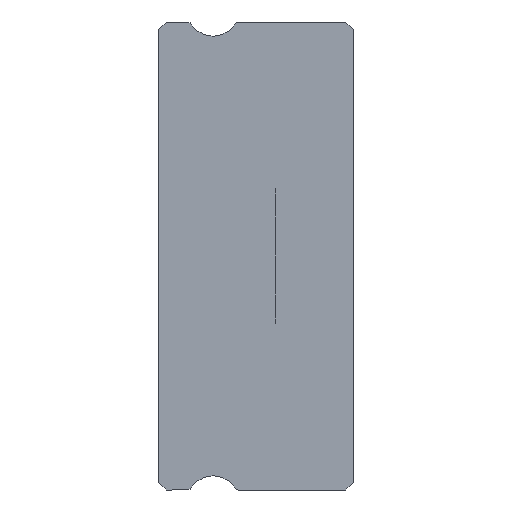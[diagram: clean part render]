
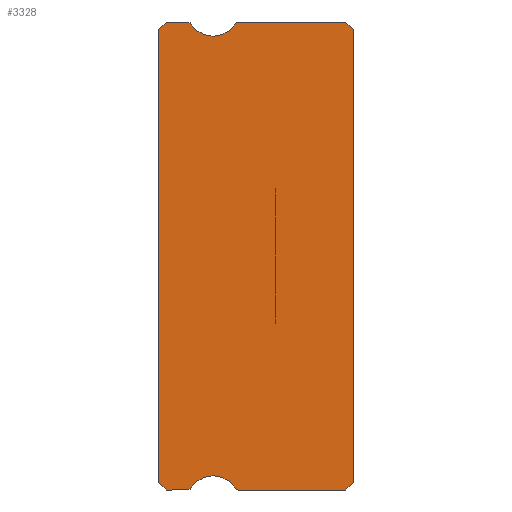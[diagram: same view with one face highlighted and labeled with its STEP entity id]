
A CAD part, left-side view. The second image highlights one B-rep face of the part: STEP entity #3328.
In plain terms, the highlighted planar face has unit normal (-1, 0, 0).
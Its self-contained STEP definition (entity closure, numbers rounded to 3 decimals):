
#11 = DIRECTION ( 'NONE',  ( 0., 0.707, -0.707 ) ) ;
#27 = LINE ( 'NONE', #4022, #1419 ) ;
#28 = VECTOR ( 'NONE', #11, 1000. ) ;
#32 = FACE_OUTER_BOUND ( 'NONE', #4116, .T. ) ;
#54 = EDGE_CURVE ( 'NONE', #2325, #2780, #4430, .T. ) ;
#56 = DIRECTION ( 'NONE',  ( -1., 0., 0. ) ) ;
#103 = VERTEX_POINT ( 'NONE', #3248 ) ;
#133 = CIRCLE ( 'NONE', #4328, 1. ) ;
#146 = CARTESIAN_POINT ( 'NONE',  ( -5., 7.5, 8.85 ) ) ;
#175 = EDGE_CURVE ( 'NONE', #2405, #973, #3704, .T. ) ;
#216 = LINE ( 'NONE', #242, #429 ) ;
#230 = DIRECTION ( 'NONE',  ( 1., 0., 0. ) ) ;
#242 = CARTESIAN_POINT ( 'NONE',  ( -5., 7.5, 8.7 ) ) ;
#305 = AXIS2_PLACEMENT_3D ( 'NONE', #3842, #3816, #3417 ) ;
#320 = CARTESIAN_POINT ( 'NONE',  ( -5., 7.2, -9. ) ) ;
#395 = CARTESIAN_POINT ( 'NONE',  ( -5., 0., 8.7 ) ) ;
#428 = CARTESIAN_POINT ( 'NONE',  ( -5., 6.381, -9. ) ) ;
#429 = VECTOR ( 'NONE', #2658, 1000. ) ;
#493 = CARTESIAN_POINT ( 'NONE',  ( -5., 6.381, -8.85 ) ) ;
#577 = ORIENTED_EDGE ( 'NONE', *, *, #4853, .F. ) ;
#656 = CARTESIAN_POINT ( 'NONE',  ( -5., 5.4, 9.45 ) ) ;
#703 = VECTOR ( 'NONE', #2071, 1000. ) ;
#737 = LINE ( 'NONE', #781, #1775 ) ;
#781 = CARTESIAN_POINT ( 'NONE',  ( -5., 0., 8.7 ) ) ;
#801 = AXIS2_PLACEMENT_3D ( 'NONE', #3644, #5204, #4869 ) ;
#804 = CARTESIAN_POINT ( 'NONE',  ( -5., 4.419, -9. ) ) ;
#833 = EDGE_CURVE ( 'NONE', #3197, #2088, #216, .T. ) ;
#843 = CARTESIAN_POINT ( 'NONE',  ( -5., 7.2, 9. ) ) ;
#973 = VERTEX_POINT ( 'NONE', #320 ) ;
#1013 = VECTOR ( 'NONE', #3604, 1000. ) ;
#1031 = CARTESIAN_POINT ( 'NONE',  ( -5., 6.253, -8.928 ) ) ;
#1036 = CARTESIAN_POINT ( 'NONE',  ( -5., 6.381, -9. ) ) ;
#1192 = EDGE_CURVE ( 'NONE', #2780, #5263, #3537, .T. ) ;
#1210 = CARTESIAN_POINT ( 'NONE',  ( -5., 7.2, -9. ) ) ;
#1241 = AXIS2_PLACEMENT_3D ( 'NONE', #1838, #2586, #2988 ) ;
#1245 = VECTOR ( 'NONE', #2669, 1000. ) ;
#1306 = ORIENTED_EDGE ( 'NONE', *, *, #175, .T. ) ;
#1334 = ORIENTED_EDGE ( 'NONE', *, *, #4961, .F. ) ;
#1361 = EDGE_CURVE ( 'NONE', #1753, #4593, #1398, .T. ) ;
#1375 = EDGE_CURVE ( 'NONE', #5238, #3873, #1954, .T. ) ;
#1398 = CIRCLE ( 'NONE', #4810, 1. ) ;
#1419 = VECTOR ( 'NONE', #1695, 1000. ) ;
#1471 = DIRECTION ( 'NONE',  ( 0., 0., -1. ) ) ;
#1495 = AXIS2_PLACEMENT_3D ( 'NONE', #493, #4968, #3895 ) ;
#1598 = ORIENTED_EDGE ( 'NONE', *, *, #1636, .T. ) ;
#1622 = CARTESIAN_POINT ( 'NONE',  ( -5., 7.5, -8.7 ) ) ;
#1636 = EDGE_CURVE ( 'NONE', #5018, #3197, #4169, .T. ) ;
#1672 = PLANE ( 'NONE',  #305 ) ;
#1695 = DIRECTION ( 'NONE',  ( 0., -1., 0. ) ) ;
#1734 = ORIENTED_EDGE ( 'NONE', *, *, #2642, .F. ) ;
#1753 = VERTEX_POINT ( 'NONE', #3346 ) ;
#1775 = VECTOR ( 'NONE', #4843, 1000. ) ;
#1833 = DIRECTION ( 'NONE',  ( 0., 0., 1. ) ) ;
#1838 = CARTESIAN_POINT ( 'NONE',  ( -5., 6.381, 8.85 ) ) ;
#1954 = LINE ( 'NONE', #4839, #2676 ) ;
#2071 = DIRECTION ( 'NONE',  ( 0., 1., 0. ) ) ;
#2088 = VERTEX_POINT ( 'NONE', #2647 ) ;
#2153 = EDGE_CURVE ( 'NONE', #973, #3874, #4704, .T. ) ;
#2161 = CARTESIAN_POINT ( 'NONE',  ( -5., 0.3, 9. ) ) ;
#2170 = CIRCLE ( 'NONE', #1495, 0.15 ) ;
#2237 = CARTESIAN_POINT ( 'NONE',  ( -5., 6.381, 9. ) ) ;
#2248 = AXIS2_PLACEMENT_3D ( 'NONE', #4117, #2917, #4548 ) ;
#2280 = VERTEX_POINT ( 'NONE', #5156 ) ;
#2302 = DIRECTION ( 'NONE',  ( 0., 0., -1. ) ) ;
#2325 = VERTEX_POINT ( 'NONE', #804 ) ;
#2405 = VERTEX_POINT ( 'NONE', #1622 ) ;
#2479 = LINE ( 'NONE', #428, #703 ) ;
#2564 = DIRECTION ( 'NONE',  ( 0., 1., 0. ) ) ;
#2586 = DIRECTION ( 'NONE',  ( 1., 0., 0. ) ) ;
#2605 = LINE ( 'NONE', #146, #3220 ) ;
#2642 = EDGE_CURVE ( 'NONE', #103, #2280, #4238, .T. ) ;
#2647 = CARTESIAN_POINT ( 'NONE',  ( -5., 7.5, 8.7 ) ) ;
#2658 = DIRECTION ( 'NONE',  ( 0., 0.707, -0.707 ) ) ;
#2669 = DIRECTION ( 'NONE',  ( 0., -1., 0. ) ) ;
#2676 = VECTOR ( 'NONE', #4014, 1000. ) ;
#2696 = ORIENTED_EDGE ( 'NONE', *, *, #3070, .F. ) ;
#2724 = VERTEX_POINT ( 'NONE', #2974 ) ;
#2780 = VERTEX_POINT ( 'NONE', #4119 ) ;
#2846 = LINE ( 'NONE', #4488, #28 ) ;
#2917 = DIRECTION ( 'NONE',  ( -1., 0., 0. ) ) ;
#2920 = CARTESIAN_POINT ( 'NONE',  ( -5., 6.381, -9. ) ) ;
#2952 = ORIENTED_EDGE ( 'NONE', *, *, #833, .T. ) ;
#2974 = CARTESIAN_POINT ( 'NONE',  ( -5., 0., -8.7 ) ) ;
#2988 = DIRECTION ( 'NONE',  ( 0., 0., -1. ) ) ;
#3007 = VERTEX_POINT ( 'NONE', #5019 ) ;
#3070 = EDGE_CURVE ( 'NONE', #5018, #1753, #3480, .T. ) ;
#3197 = VERTEX_POINT ( 'NONE', #3945 ) ;
#3220 = VECTOR ( 'NONE', #1833, 1000. ) ;
#3248 = CARTESIAN_POINT ( 'NONE',  ( -5., 4.547, 8.928 ) ) ;
#3315 = CARTESIAN_POINT ( 'NONE',  ( -5., 5.4, 8.45 ) ) ;
#3328 = ADVANCED_FACE ( 'NONE', ( #32 ), #1672, .F. ) ;
#3331 = ORIENTED_EDGE ( 'NONE', *, *, #3654, .F. ) ;
#3346 = CARTESIAN_POINT ( 'NONE',  ( -5., 6.253, 8.928 ) ) ;
#3417 = DIRECTION ( 'NONE',  ( 0., 0., -1. ) ) ;
#3431 = ORIENTED_EDGE ( 'NONE', *, *, #5216, .F. ) ;
#3435 = ORIENTED_EDGE ( 'NONE', *, *, #4416, .T. ) ;
#3480 = CIRCLE ( 'NONE', #1241, 0.15 ) ;
#3537 = CIRCLE ( 'NONE', #2248, 1. ) ;
#3604 = DIRECTION ( 'NONE',  ( 0., -0.707, -0.707 ) ) ;
#3644 = CARTESIAN_POINT ( 'NONE',  ( -5., 4.419, 8.85 ) ) ;
#3654 = EDGE_CURVE ( 'NONE', #2405, #2088, #2605, .T. ) ;
#3695 = CARTESIAN_POINT ( 'NONE',  ( -5., 5.4, 9.45 ) ) ;
#3704 = LINE ( 'NONE', #1210, #1013 ) ;
#3816 = DIRECTION ( 'NONE',  ( 1., 0., 0. ) ) ;
#3842 = CARTESIAN_POINT ( 'NONE',  ( -5., 6.381, 8.85 ) ) ;
#3857 = DIRECTION ( 'NONE',  ( -1., 0., 0. ) ) ;
#3873 = VERTEX_POINT ( 'NONE', #395 ) ;
#3874 = VERTEX_POINT ( 'NONE', #2920 ) ;
#3895 = DIRECTION ( 'NONE',  ( 0., 0., -1. ) ) ;
#3901 = CARTESIAN_POINT ( 'NONE',  ( -5., 4.419, -8.85 ) ) ;
#3911 = ORIENTED_EDGE ( 'NONE', *, *, #54, .F. ) ;
#3935 = EDGE_CURVE ( 'NONE', #4593, #103, #133, .T. ) ;
#3944 = EDGE_CURVE ( 'NONE', #2280, #5238, #27, .T. ) ;
#3945 = CARTESIAN_POINT ( 'NONE',  ( -5., 7.2, 9. ) ) ;
#4014 = DIRECTION ( 'NONE',  ( 0., -0.707, -0.707 ) ) ;
#4022 = CARTESIAN_POINT ( 'NONE',  ( -5., 6.381, 9. ) ) ;
#4028 = ORIENTED_EDGE ( 'NONE', *, *, #3944, .F. ) ;
#4116 = EDGE_LOOP ( 'NONE', ( #3331, #1306, #4390, #3431, #4457, #3911, #1334, #577, #3435, #5172, #4028, #1734, #4305, #4941, #2696, #1598, #2952 ) ) ;
#4117 = CARTESIAN_POINT ( 'NONE',  ( -5., 5.4, -9.45 ) ) ;
#4119 = CARTESIAN_POINT ( 'NONE',  ( -5., 4.547, -8.928 ) ) ;
#4169 = LINE ( 'NONE', #843, #4894 ) ;
#4170 = AXIS2_PLACEMENT_3D ( 'NONE', #3901, #230, #1471 ) ;
#4238 = CIRCLE ( 'NONE', #801, 0.15 ) ;
#4305 = ORIENTED_EDGE ( 'NONE', *, *, #3935, .F. ) ;
#4328 = AXIS2_PLACEMENT_3D ( 'NONE', #3695, #56, #4870 ) ;
#4390 = ORIENTED_EDGE ( 'NONE', *, *, #2153, .T. ) ;
#4416 = EDGE_CURVE ( 'NONE', #2724, #3873, #737, .T. ) ;
#4430 = CIRCLE ( 'NONE', #4170, 0.15 ) ;
#4457 = ORIENTED_EDGE ( 'NONE', *, *, #1192, .F. ) ;
#4488 = CARTESIAN_POINT ( 'NONE',  ( -5., 0., -8.7 ) ) ;
#4548 = DIRECTION ( 'NONE',  ( 0., 0., -1. ) ) ;
#4593 = VERTEX_POINT ( 'NONE', #3315 ) ;
#4704 = LINE ( 'NONE', #1036, #1245 ) ;
#4810 = AXIS2_PLACEMENT_3D ( 'NONE', #656, #3857, #2302 ) ;
#4839 = CARTESIAN_POINT ( 'NONE',  ( -5., 0.3, 9. ) ) ;
#4843 = DIRECTION ( 'NONE',  ( 0., 0., 1. ) ) ;
#4853 = EDGE_CURVE ( 'NONE', #2724, #3007, #2846, .T. ) ;
#4869 = DIRECTION ( 'NONE',  ( 0., 0., -1. ) ) ;
#4870 = DIRECTION ( 'NONE',  ( 0., 0., -1. ) ) ;
#4894 = VECTOR ( 'NONE', #2564, 1000. ) ;
#4941 = ORIENTED_EDGE ( 'NONE', *, *, #1361, .F. ) ;
#4961 = EDGE_CURVE ( 'NONE', #3007, #2325, #2479, .T. ) ;
#4968 = DIRECTION ( 'NONE',  ( 1., 0., 0. ) ) ;
#5018 = VERTEX_POINT ( 'NONE', #2237 ) ;
#5019 = CARTESIAN_POINT ( 'NONE',  ( -5., 0.3, -9. ) ) ;
#5156 = CARTESIAN_POINT ( 'NONE',  ( -5., 4.419, 9. ) ) ;
#5172 = ORIENTED_EDGE ( 'NONE', *, *, #1375, .F. ) ;
#5204 = DIRECTION ( 'NONE',  ( 1., 0., 0. ) ) ;
#5216 = EDGE_CURVE ( 'NONE', #5263, #3874, #2170, .T. ) ;
#5238 = VERTEX_POINT ( 'NONE', #2161 ) ;
#5263 = VERTEX_POINT ( 'NONE', #1031 ) ;
